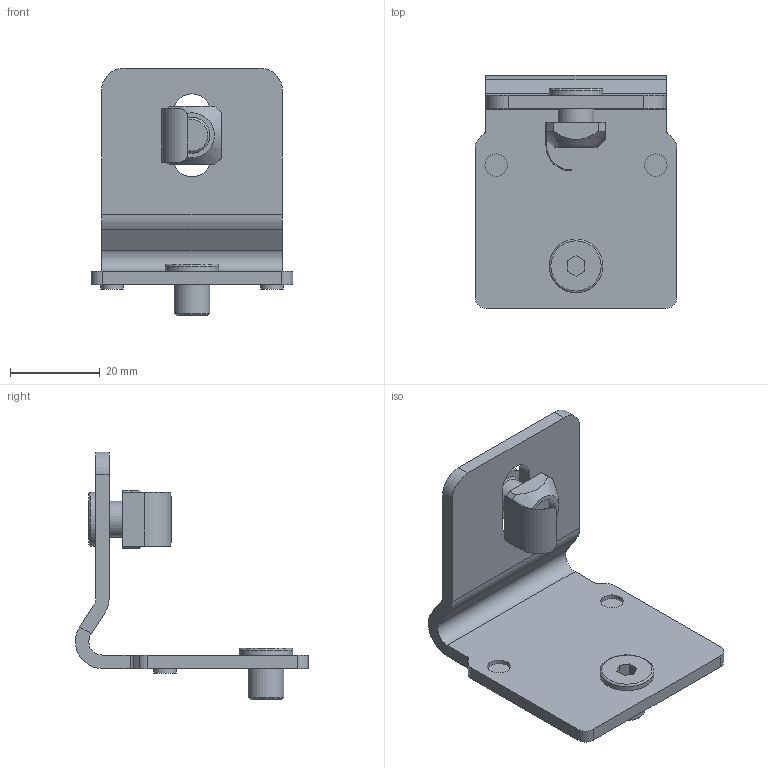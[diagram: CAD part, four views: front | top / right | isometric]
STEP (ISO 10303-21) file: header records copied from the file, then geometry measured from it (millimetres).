
FILE_DESCRIPTION(/* description */ (''),/* implementation_level */ '2;1');
FILE_NAME(/* name */ '320666-0.step',/* time_stamp */ '2022-11-22T15:31:35+01:00',/* author */ ('MuellerJ'),/* organization */ (''),/* preprocessor_version */ 'ST-DEVELOPER v18.1',/* originating_system */ 'Autodesk Inventor 2021',/* authorisation */ '');
FILE_SCHEMA (('AUTOMOTIVE_DESIGN { 1 0 10303 214 3 1 1 }'));
Length unit declared in the file: millimetre
Products named in the file (4): MTW_1-00162305; MTW_1-00162303; 21-1666-0FZ.001; 21-1351-4FZ.001
Assembly tree (4 placements, depth 2):
  MTW_1-00162305
    MTW_1-00162303
    21-1666-0FZ.001  x2
    21-1351-4FZ.001
Bounding box: 45 x 51.98 x 55.27 mm (x, y, z)
Volume: 13369 mm3; surface area: 10767.7 mm2
Topology: 4 solids, 4 shells, 91 faces, 227 edges, 152 vertices
Faces by surface type: plane 56, cylinder 28, torus 4, cone 3
Full cylindrical faces by diameter (mm): 5 x4, 8 x3, 8.5 x1, 12 x2
Entity records: 2570 total; most frequent: CARTESIAN_POINT 466, DIRECTION 410, ORIENTED_EDGE 392, EDGE_CURVE 196, AXIS2_PLACEMENT_3D 143, VERTEX_POINT 132, LINE 124, VECTOR 124
